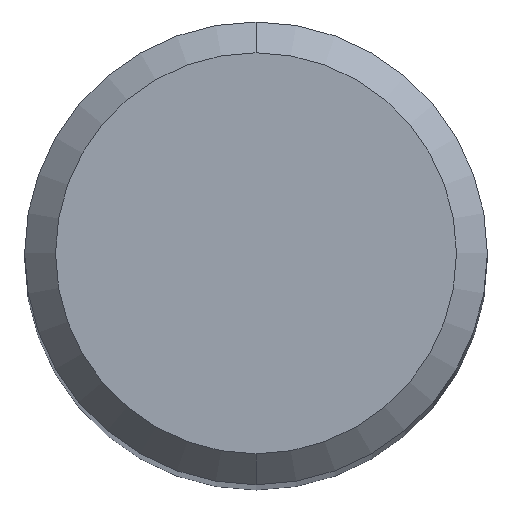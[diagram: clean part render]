
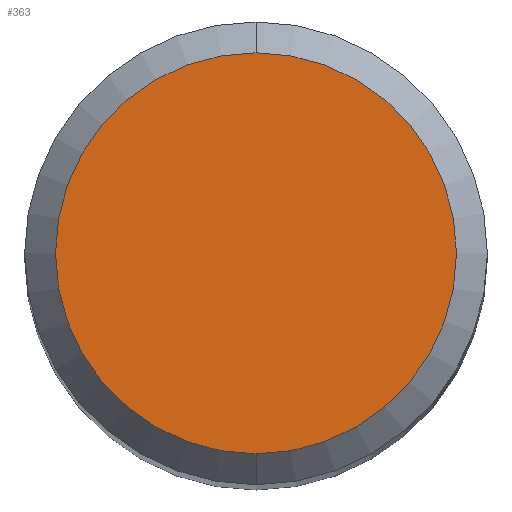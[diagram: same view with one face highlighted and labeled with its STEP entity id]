
A CAD part, top view. The second image highlights one B-rep face of the part: STEP entity #363.
In plain terms, the highlighted planar face has unit normal (0, 0, 1).
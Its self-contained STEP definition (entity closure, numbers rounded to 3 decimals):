
#337=EDGE_CURVE('',#697,#497,#956,.T.);
#363=ADVANCED_FACE('',(#986),#987,.T.);
#497=VERTEX_POINT('',#1134);
#697=VERTEX_POINT('',#1350);
#813=EDGE_CURVE('',#497,#697,#1476,.T.);
#956=CIRCLE('',#1630,2.6);
#986=FACE_OUTER_BOUND('',#1687,.T.);
#987=PLANE('',#1688);
#1134=CARTESIAN_POINT('',(0.,-2.6,0.0));
#1350=CARTESIAN_POINT('',(0.0,2.6,0.0));
#1476=CIRCLE('',#8918,2.6);
#1630=AXIS2_PLACEMENT_3D('',#9563,#9564,#9565);
#1687=EDGE_LOOP('',(#9605,#9606));
#1688=AXIS2_PLACEMENT_3D('',#9607,#9608,#9609);
#8918=AXIS2_PLACEMENT_3D('',#10095,#10096,#10097);
#9563=CARTESIAN_POINT('',(0.0,0.0,0.0));
#9564=DIRECTION('',(0.0,0.0,-1.0));
#9565=DIRECTION('',(0.0,1.0,0.0));
#9605=ORIENTED_EDGE('',*,*,#337,.F.);
#9606=ORIENTED_EDGE('',*,*,#813,.F.);
#9607=CARTESIAN_POINT('',(0.0,1.3,0.0));
#9608=DIRECTION('',(-0.0,0.0,1.0));
#9609=DIRECTION('',(0.0,-1.0,0.0));
#10095=CARTESIAN_POINT('',(0.0,0.0,0.0));
#10096=DIRECTION('',(0.0,0.0,-1.0));
#10097=DIRECTION('',(0.0,1.0,0.0));
